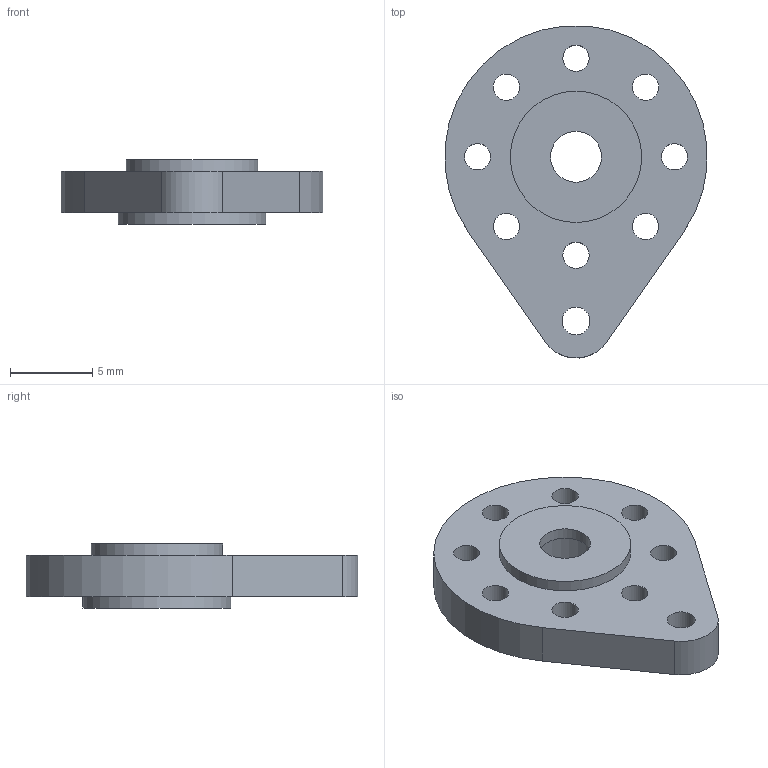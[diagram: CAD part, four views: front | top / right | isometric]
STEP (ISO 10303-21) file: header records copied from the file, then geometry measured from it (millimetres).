
FILE_DESCRIPTION((''),'2;1');
FILE_NAME('TEMP.stp','2017-10-30T18:26:20',(''),(''),'STEP Write','Mastercam X9 ... CNC Software, Inc.','');
FILE_SCHEMA(('AUTOMOTIVE_DESIGN'));
Length unit declared in the file: millimetre
Products named in the file (1): None
Bounding box: 15.94 x 20.22 x 3.9 mm (x, y, z)
Volume: 509.5 mm3; surface area: 762.8 mm2
Topology: 1 solids, 1 shells, 22 faces, 62 edges, 45 vertices
Faces by surface type: cylinder 15, plane 7
Full cylindrical faces by diameter (mm): 1.6 x8, 1.7 x1, 3.1 x1, 6 x1, 8 x1, 9 x1
Entity records: 638 total; most frequent: DIRECTION 112, CARTESIAN_POINT 94, ORIENTED_EDGE 76, EDGE_LOOP 58, AXIS2_PLACEMENT_3D 52, FACE_BOUND 49, EDGE_CURVE 38, VERTEX_POINT 34
